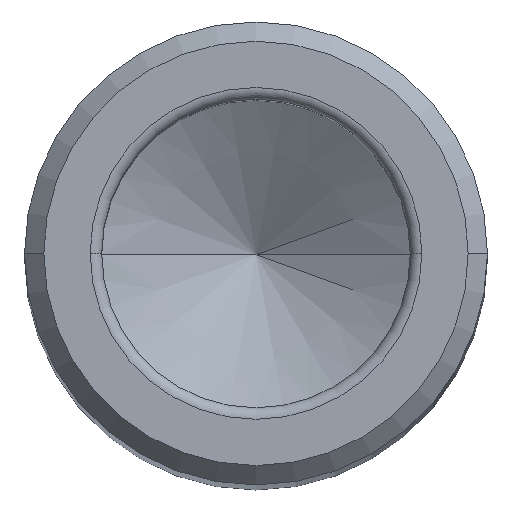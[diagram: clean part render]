
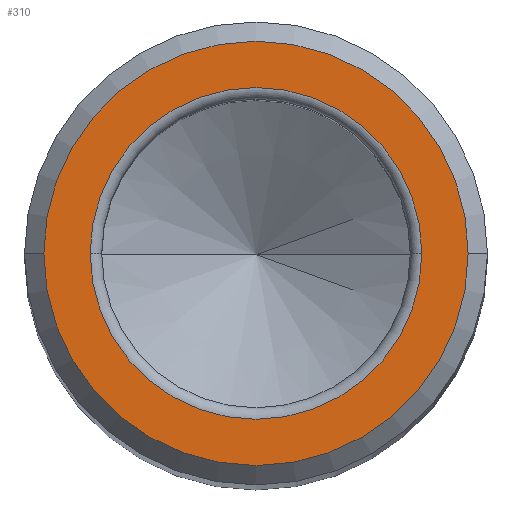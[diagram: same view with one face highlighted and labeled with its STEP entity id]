
A CAD part, top view. The second image highlights one B-rep face of the part: STEP entity #310.
In plain terms, the highlighted planar face has unit normal (0, 0, 1).
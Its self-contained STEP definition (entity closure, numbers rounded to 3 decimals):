
#3 = PLANE ( 'NONE',  #217 ) ;
#17 = ORIENTED_EDGE ( 'NONE', *, *, #552, .T. ) ;
#38 = AXIS2_PLACEMENT_3D ( 'NONE', #59, #396, #295 ) ;
#53 = FACE_BOUND ( 'NONE', #450, .T. ) ;
#59 = CARTESIAN_POINT ( 'NONE',  ( 0., 0., 0. ) ) ;
#88 = CIRCLE ( 'NONE', #280, 4.3 ) ;
#108 = EDGE_CURVE ( 'NONE', #470, #619, #438, .T. ) ;
#110 = DIRECTION ( 'NONE',  ( 0., 0., -1. ) ) ;
#122 = DIRECTION ( 'NONE',  ( 1., 0., 0. ) ) ;
#135 = ORIENTED_EDGE ( 'NONE', *, *, #302, .T. ) ;
#178 = DIRECTION ( 'NONE',  ( 1., 0., 0. ) ) ;
#193 = CIRCLE ( 'NONE', #455, 5.5 ) ;
#202 = DIRECTION ( 'NONE',  ( 1., 0., 0. ) ) ;
#217 = AXIS2_PLACEMENT_3D ( 'NONE', #512, #411, #122 ) ;
#220 = CARTESIAN_POINT ( 'NONE',  ( 5.5, 0., 0. ) ) ;
#229 = CARTESIAN_POINT ( 'NONE',  ( 0., 0., 0. ) ) ;
#235 = CIRCLE ( 'NONE', #38, 4.3 ) ;
#247 = FACE_OUTER_BOUND ( 'NONE', #569, .T. ) ;
#259 = CARTESIAN_POINT ( 'NONE',  ( 0., 0., 0. ) ) ;
#266 = ORIENTED_EDGE ( 'NONE', *, *, #300, .T. ) ;
#280 = AXIS2_PLACEMENT_3D ( 'NONE', #259, #110, #202 ) ;
#295 = DIRECTION ( 'NONE',  ( 1., 0., 0. ) ) ;
#300 = EDGE_CURVE ( 'NONE', #481, #307, #88, .T. ) ;
#302 = EDGE_CURVE ( 'NONE', #307, #481, #235, .T. ) ;
#303 = ORIENTED_EDGE ( 'NONE', *, *, #108, .T. ) ;
#307 = VERTEX_POINT ( 'NONE', #498 ) ;
#310 = ADVANCED_FACE ( 'NONE', ( #53, #247 ), #3, .T. ) ;
#340 = CARTESIAN_POINT ( 'NONE',  ( 4.3, 0., 0. ) ) ;
#346 = DIRECTION ( 'NONE',  ( 0., 0., 1. ) ) ;
#378 = AXIS2_PLACEMENT_3D ( 'NONE', #229, #627, #178 ) ;
#392 = CARTESIAN_POINT ( 'NONE',  ( -5.5, 0., 0. ) ) ;
#394 = CARTESIAN_POINT ( 'NONE',  ( 0., 0., 0. ) ) ;
#396 = DIRECTION ( 'NONE',  ( 0., 0., -1. ) ) ;
#411 = DIRECTION ( 'NONE',  ( 0., 0., 1. ) ) ;
#438 = CIRCLE ( 'NONE', #378, 5.5 ) ;
#450 = EDGE_LOOP ( 'NONE', ( #266, #135 ) ) ;
#455 = AXIS2_PLACEMENT_3D ( 'NONE', #394, #346, #557 ) ;
#470 = VERTEX_POINT ( 'NONE', #392 ) ;
#481 = VERTEX_POINT ( 'NONE', #340 ) ;
#498 = CARTESIAN_POINT ( 'NONE',  ( -4.3, 0., 0. ) ) ;
#512 = CARTESIAN_POINT ( 'NONE',  ( 0., 0., 0. ) ) ;
#552 = EDGE_CURVE ( 'NONE', #619, #470, #193, .T. ) ;
#557 = DIRECTION ( 'NONE',  ( 1., 0., 0. ) ) ;
#569 = EDGE_LOOP ( 'NONE', ( #303, #17 ) ) ;
#619 = VERTEX_POINT ( 'NONE', #220 ) ;
#627 = DIRECTION ( 'NONE',  ( 0., 0., 1. ) ) ;
